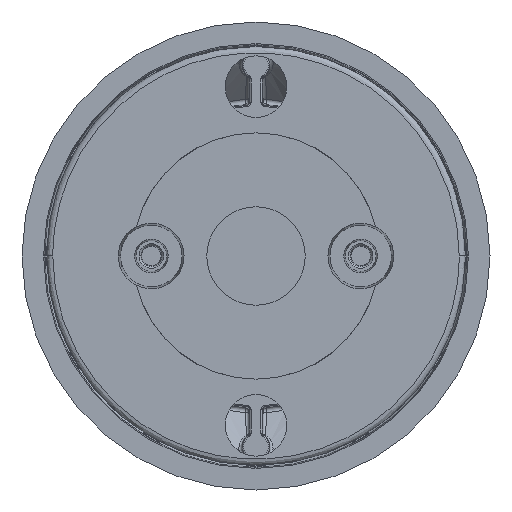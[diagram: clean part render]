
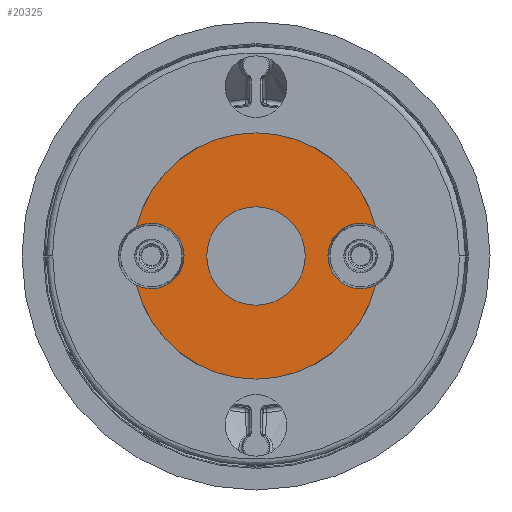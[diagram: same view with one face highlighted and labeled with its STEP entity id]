
A CAD part, front view. The second image highlights one B-rep face of the part: STEP entity #20325.
In plain terms, the highlighted planar face has unit normal (0, -1, 0).
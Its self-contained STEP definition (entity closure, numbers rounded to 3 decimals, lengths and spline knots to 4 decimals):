
#1523 = CARTESIAN_POINT ( 'NONE',  ( -0.6693, 0.0157, -1.2992 ) ) ;
#1779 = DIRECTION ( 'NONE',  ( 0., 1., 0. ) ) ;
#2412 = AXIS2_PLACEMENT_3D ( 'NONE', #19087, #49460, #23443 ) ;
#3345 = CARTESIAN_POINT ( 'NONE',  ( 0., 0.0157, -1.2992 ) ) ;
#3683 = ORIENTED_EDGE ( 'NONE', *, *, #51329, .T. ) ;
#3737 = VERTEX_POINT ( 'NONE', #38505 ) ;
#4626 = CARTESIAN_POINT ( 'NONE',  ( -0.7651, 0.0157, -1.4852 ) ) ;
#4832 = CIRCLE ( 'NONE', #10631, 0.7874 ) ;
#5491 = EDGE_CURVE ( 'NONE', #20205, #26739, #23027, .T. ) ;
#5893 = DIRECTION ( 'NONE',  ( -1., 0., 0. ) ) ;
#6004 = CIRCLE ( 'NONE', #51946, 0.2093 ) ;
#6825 = EDGE_LOOP ( 'NONE', ( #9757, #40052, #13578, #39366, #3683, #9850, #9080 ) ) ;
#7578 = CARTESIAN_POINT ( 'NONE',  ( 0.7651, 0.0157, -1.1132 ) ) ;
#7699 = DIRECTION ( 'NONE',  ( 0., 0., 1. ) ) ;
#7849 = ORIENTED_EDGE ( 'NONE', *, *, #5491, .T. ) ;
#8597 = DIRECTION ( 'NONE',  ( 0., 1., 0. ) ) ;
#9080 = ORIENTED_EDGE ( 'NONE', *, *, #52069, .T. ) ;
#9444 = CARTESIAN_POINT ( 'NONE',  ( 0., 0.0157, -1.2992 ) ) ;
#9757 = ORIENTED_EDGE ( 'NONE', *, *, #37046, .T. ) ;
#9850 = ORIENTED_EDGE ( 'NONE', *, *, #46601, .T. ) ;
#10175 = AXIS2_PLACEMENT_3D ( 'NONE', #1523, #31876, #5893 ) ;
#10631 = AXIS2_PLACEMENT_3D ( 'NONE', #9444, #39790, #13831 ) ;
#12196 = EDGE_CURVE ( 'NONE', #47170, #13908, #47882, .T. ) ;
#13578 = ORIENTED_EDGE ( 'NONE', *, *, #39936, .T. ) ;
#13831 = DIRECTION ( 'NONE',  ( 0., 0., 1. ) ) ;
#13908 = VERTEX_POINT ( 'NONE', #29243 ) ;
#15155 = FACE_OUTER_BOUND ( 'NONE', #6825, .T. ) ;
#15463 = CARTESIAN_POINT ( 'NONE',  ( -0.315, 0.0157, -1.2992 ) ) ;
#15740 = AXIS2_PLACEMENT_3D ( 'NONE', #34572, #8597, #38943 ) ;
#16071 = VERTEX_POINT ( 'NONE', #56269 ) ;
#17987 = VERTEX_POINT ( 'NONE', #4626 ) ;
#18533 = EDGE_LOOP ( 'NONE', ( #7849, #55825 ) ) ;
#19087 = CARTESIAN_POINT ( 'NONE',  ( 0., 0.0157, -1.2992 ) ) ;
#19834 = DIRECTION ( 'NONE',  ( 0., -1., 0. ) ) ;
#19922 = CARTESIAN_POINT ( 'NONE',  ( 0., 0.0157, -1.2992 ) ) ;
#20205 = VERTEX_POINT ( 'NONE', #28787 ) ;
#20325 = ADVANCED_FACE ( 'NONE', ( #26680, #15155 ), #32669, .T. ) ;
#20864 = AXIS2_PLACEMENT_3D ( 'NONE', #47922, #21945, #52332 ) ;
#21945 = DIRECTION ( 'NONE',  ( 0., 1., 0. ) ) ;
#23027 = CIRCLE ( 'NONE', #15740, 0.315 ) ;
#23208 = EDGE_CURVE ( 'NONE', #26739, #20205, #42114, .T. ) ;
#23443 = DIRECTION ( 'NONE',  ( 0., 0., 1. ) ) ;
#24276 = DIRECTION ( 'NONE',  ( 0., 0., 1. ) ) ;
#24298 = CARTESIAN_POINT ( 'NONE',  ( -0.7651, 0.0157, -1.1132 ) ) ;
#25188 = DIRECTION ( 'NONE',  ( 0., 1., 0. ) ) ;
#26577 = CIRCLE ( 'NONE', #41955, 0.2093 ) ;
#26680 = FACE_BOUND ( 'NONE', #18533, .T. ) ;
#26739 = VERTEX_POINT ( 'NONE', #48381 ) ;
#27807 = CARTESIAN_POINT ( 'NONE',  ( -0.6693, 0.0157, -1.2992 ) ) ;
#28787 = CARTESIAN_POINT ( 'NONE',  ( 0., 0.0157, -0.9843 ) ) ;
#29243 = CARTESIAN_POINT ( 'NONE',  ( 0., 0.0157, -0.5118 ) ) ;
#31876 = DIRECTION ( 'NONE',  ( 0., 1., 0. ) ) ;
#32133 = DIRECTION ( 'NONE',  ( -1., 0., 0. ) ) ;
#32669 = PLANE ( 'NONE',  #35516 ) ;
#33655 = DIRECTION ( 'NONE',  ( 0., -1., 0. ) ) ;
#34572 = CARTESIAN_POINT ( 'NONE',  ( 0., 0.0157, -1.2992 ) ) ;
#35167 = CIRCLE ( 'NONE', #10175, 0.2093 ) ;
#35516 = AXIS2_PLACEMENT_3D ( 'NONE', #15463, #19834, #50224 ) ;
#35665 = AXIS2_PLACEMENT_3D ( 'NONE', #19922, #50308, #24276 ) ;
#36849 = VERTEX_POINT ( 'NONE', #45721 ) ;
#37046 = EDGE_CURVE ( 'NONE', #17987, #16071, #4832, .T. ) ;
#38422 = CIRCLE ( 'NONE', #20864, 0.2093 ) ;
#38505 = CARTESIAN_POINT ( 'NONE',  ( -0.46, 0.0157, -1.2992 ) ) ;
#38943 = DIRECTION ( 'NONE',  ( 0., 0., 1. ) ) ;
#39366 = ORIENTED_EDGE ( 'NONE', *, *, #12196, .T. ) ;
#39790 = DIRECTION ( 'NONE',  ( 0., -1., 0. ) ) ;
#39936 = EDGE_CURVE ( 'NONE', #36849, #47170, #6004, .T. ) ;
#40052 = ORIENTED_EDGE ( 'NONE', *, *, #54177, .T. ) ;
#41955 = AXIS2_PLACEMENT_3D ( 'NONE', #27807, #1779, #32133 ) ;
#42114 = CIRCLE ( 'NONE', #35665, 0.315 ) ;
#42672 = CIRCLE ( 'NONE', #43600, 0.7874 ) ;
#43600 = AXIS2_PLACEMENT_3D ( 'NONE', #3345, #33655, #7699 ) ;
#45721 = CARTESIAN_POINT ( 'NONE',  ( 0.46, 0.0157, -1.2992 ) ) ;
#46601 = EDGE_CURVE ( 'NONE', #49700, #3737, #26577, .T. ) ;
#47170 = VERTEX_POINT ( 'NONE', #7578 ) ;
#47882 = CIRCLE ( 'NONE', #2412, 0.7874 ) ;
#47922 = CARTESIAN_POINT ( 'NONE',  ( 0.6693, 0.0157, -1.2992 ) ) ;
#48381 = CARTESIAN_POINT ( 'NONE',  ( 0., 0.0157, -1.6142 ) ) ;
#49460 = DIRECTION ( 'NONE',  ( 0., -1., 0. ) ) ;
#49700 = VERTEX_POINT ( 'NONE', #24298 ) ;
#50224 = DIRECTION ( 'NONE',  ( 0., 0., -1. ) ) ;
#50308 = DIRECTION ( 'NONE',  ( 0., 1., 0. ) ) ;
#51223 = CARTESIAN_POINT ( 'NONE',  ( 0.6693, 0.0157, -1.2992 ) ) ;
#51329 = EDGE_CURVE ( 'NONE', #13908, #49700, #42672, .T. ) ;
#51946 = AXIS2_PLACEMENT_3D ( 'NONE', #51223, #25188, #55612 ) ;
#52069 = EDGE_CURVE ( 'NONE', #3737, #17987, #35167, .T. ) ;
#52332 = DIRECTION ( 'NONE',  ( -1., 0., 0. ) ) ;
#54177 = EDGE_CURVE ( 'NONE', #16071, #36849, #38422, .T. ) ;
#55612 = DIRECTION ( 'NONE',  ( -1., 0., 0. ) ) ;
#55825 = ORIENTED_EDGE ( 'NONE', *, *, #23208, .T. ) ;
#56269 = CARTESIAN_POINT ( 'NONE',  ( 0.7651, 0.0157, -1.4852 ) ) ;
